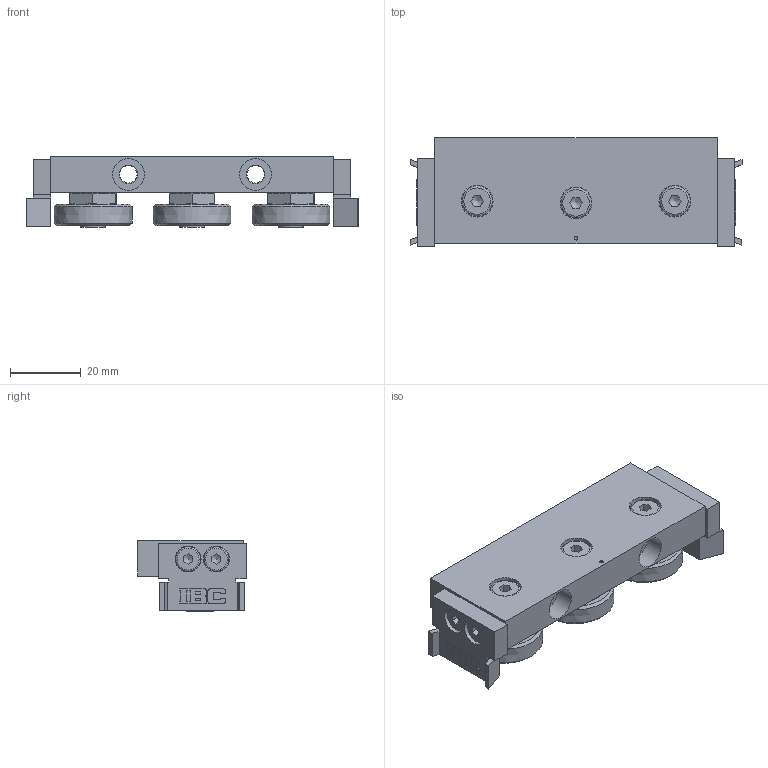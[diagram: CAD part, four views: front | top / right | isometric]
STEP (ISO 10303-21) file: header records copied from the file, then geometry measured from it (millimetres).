
FILE_DESCRIPTION((''),'2;1');
FILE_NAME('CR 28H-12.2RS.AU.stp','2016-05-20T08:34:10',('USpaeth'),(''),'Autodesk Inventor 2012','Autodesk Inventor 2012','');
FILE_SCHEMA(('AUTOMOTIVE_DESIGN { 1 0 10303 214 1 1 1 1 }'));
Length unit declared in the file: millimetre
Products named in the file (14): CR 28H-12.2RS.AU; LL.CR 28H-12; CBRE 23-28H.2RS-neu; 28H Lager-neu; AR--CBRY 23-28H-neu; IR--CBRY 23-28H-neu; Deckel--CBRY 23-28H-neu; Käfig J--CBRY 23-28H; K_3,9688_K; SRE 7-28H.L; CBRS 23-28H.2RS-neu; ABS U28H; DIN 7984 M5 x 10; DIN 7984 M4 x 6
Assembly tree (25 placements, depth 4):
  CR 28H-12.2RS.AU
    LL.CR 28H-12
    CBRE 23-28H.2RS-neu  x2
      28H Lager-neu
        AR--CBRY 23-28H-neu
        IR--CBRY 23-28H-neu
        Deckel--CBRY 23-28H-neu  x2
        Käfig J--CBRY 23-28H  x2
        K_3,9688_K  x2
      SRE 7-28H.L
    CBRS 23-28H.2RS-neu
      SRE 7-28H.L
      28H Lager-neu
        AR--CBRY 23-28H-neu
        IR--CBRY 23-28H-neu
        Deckel--CBRY 23-28H-neu  x2
        Käfig J--CBRY 23-28H  x2
        K_3,9688_K  x2
    ABS U28H  x2
    DIN 7984 M5 x 10  x3
    DIN 7984 M4 x 6  x4
Bounding box: 94 x 30.8 x 19.98 mm (x, y, z)
Volume: 31412.6 mm3; surface area: 26607.8 mm2
Topology: 37 solids, 37 shells, 998 faces, 2617 edges, 1722 vertices
Faces by surface type: plane 391, torus 242, cylinder 200, sphere 102, cone 54, bspline 9
Full cylindrical faces by diameter (mm): 0.5 x48, 1 x1, 2 x6, 3.242 x4, 4 x4, 4.459 x3, 4.917 x2, 5 x7, 5.2 x2, 5.5 x3, 6.98 x3, 7 x7, 7.3 x4, 8.5 x3, 9 x5, 10 x6, 11.6 x6, 11.65 x6, 12.05 x6, 12.5 x6, 15.5 x6, 16.2 x6, 17.5 x12
Entity records: 10308 total; most frequent: CARTESIAN_POINT 2922, DIRECTION 1473, ORIENTED_EDGE 1312, EDGE_CURVE 656, AXIS2_PLACEMENT_3D 612, VERTEX_POINT 480, EDGE_LOOP 460, FACE_OUTER_BOUND 301
